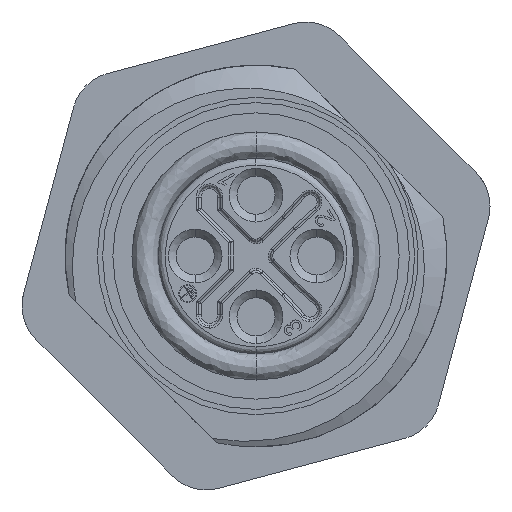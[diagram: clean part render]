
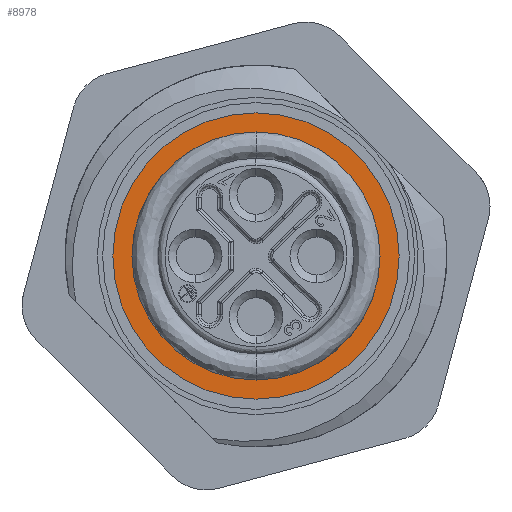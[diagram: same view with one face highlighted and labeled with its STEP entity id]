
A CAD part, left-side view. The second image highlights one B-rep face of the part: STEP entity #8978.
In plain terms, the highlighted planar face has unit normal (-1, 0, 0).
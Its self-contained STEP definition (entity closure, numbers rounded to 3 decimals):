
#168 = AXIS2_PLACEMENT_3D ( 'NONE', #7150, #7139, #7135 ) ;
#243 = VERTEX_POINT ( 'NONE', #4063 ) ;
#303 = ORIENTED_EDGE ( 'NONE', *, *, #3451, .T. ) ;
#418 = EDGE_CURVE ( 'NONE', #591, #508, #11824, .T. ) ;
#465 = VERTEX_POINT ( 'NONE', #6264 ) ;
#508 = VERTEX_POINT ( 'NONE', #8027 ) ;
#591 = VERTEX_POINT ( 'NONE', #12792 ) ;
#628 = EDGE_LOOP ( 'NONE', ( #4155, #12379 ) ) ;
#687 = PLANE ( 'NONE',  #11324 ) ;
#738 = VERTEX_POINT ( 'NONE', #8594 ) ;
#799 = EDGE_LOOP ( 'NONE', ( #8288, #303 ) ) ;
#996 = CIRCLE ( 'NONE', #9923, 0.8 ) ;
#998 = DIRECTION ( 'NONE',  ( 0., 0., 1. ) ) ;
#1010 = DIRECTION ( 'NONE',  ( 1., 0., 0. ) ) ;
#1013 = CARTESIAN_POINT ( 'NONE',  ( 9., 0., 2.55 ) ) ;
#1150 = CIRCLE ( 'NONE', #5821, 0.8 ) ;
#1171 = EDGE_LOOP ( 'NONE', ( #8586, #6774 ) ) ;
#1364 = EDGE_CURVE ( 'NONE', #8278, #8906, #13140, .T. ) ;
#1395 = AXIS2_PLACEMENT_3D ( 'NONE', #12040, #12024, #12019 ) ;
#1824 = DIRECTION ( 'NONE',  ( 0., -1., 0. ) ) ;
#1838 = DIRECTION ( 'NONE',  ( 1., 0., 0. ) ) ;
#1842 = CARTESIAN_POINT ( 'NONE',  ( 9., -2.55, 0. ) ) ;
#1934 = EDGE_CURVE ( 'NONE', #8947, #7375, #996, .T. ) ;
#2062 = EDGE_CURVE ( 'NONE', #11384, #465, #1150, .T. ) ;
#2248 = ORIENTED_EDGE ( 'NONE', *, *, #418, .T. ) ;
#2614 = FACE_BOUND ( 'NONE', #10897, .T. ) ;
#2986 = FACE_BOUND ( 'NONE', #13297, .T. ) ;
#3148 = FACE_BOUND ( 'NONE', #1171, .T. ) ;
#3426 = EDGE_CURVE ( 'NONE', #8906, #8278, #4149, .T. ) ;
#3451 = EDGE_CURVE ( 'NONE', #7375, #8947, #4237, .T. ) ;
#4063 = CARTESIAN_POINT ( 'NONE',  ( 9., 3.35, 0. ) ) ;
#4105 = AXIS2_PLACEMENT_3D ( 'NONE', #7105, #7087, #7070 ) ;
#4149 = CIRCLE ( 'NONE', #168, 6. ) ;
#4155 = ORIENTED_EDGE ( 'NONE', *, *, #1364, .T. ) ;
#4237 = CIRCLE ( 'NONE', #4105, 0.8 ) ;
#4412 = EDGE_CURVE ( 'NONE', #465, #11384, #5975, .T. ) ;
#4416 = EDGE_CURVE ( 'NONE', #243, #738, #5942, .T. ) ;
#4498 = AXIS2_PLACEMENT_3D ( 'NONE', #8945, #8941, #8913 ) ;
#4502 = CARTESIAN_POINT ( 'NONE',  ( 9., -1.75, 0. ) ) ;
#4687 = ORIENTED_EDGE ( 'NONE', *, *, #4416, .T. ) ;
#4734 = EDGE_CURVE ( 'NONE', #508, #591, #6527, .T. ) ;
#4834 = EDGE_CURVE ( 'NONE', #738, #243, #6690, .T. ) ;
#5821 = AXIS2_PLACEMENT_3D ( 'NONE', #1013, #1010, #998 ) ;
#5877 = CARTESIAN_POINT ( 'NONE',  ( 9., 0., 3.35 ) ) ;
#5886 = CARTESIAN_POINT ( 'NONE',  ( 9., 0., -2.55 ) ) ;
#5905 = DIRECTION ( 'NONE',  ( 1., 0., 0. ) ) ;
#5942 = CIRCLE ( 'NONE', #10212, 0.8 ) ;
#5975 = CIRCLE ( 'NONE', #8695, 0.8 ) ;
#6264 = CARTESIAN_POINT ( 'NONE',  ( 9., 0., 1.75 ) ) ;
#6423 = DIRECTION ( 'NONE',  ( 0., 0., 1. ) ) ;
#6527 = CIRCLE ( 'NONE', #7362, 0.8 ) ;
#6690 = CIRCLE ( 'NONE', #1395, 0.8 ) ;
#6774 = ORIENTED_EDGE ( 'NONE', *, *, #4412, .T. ) ;
#7070 = DIRECTION ( 'NONE',  ( 0., -1., 0. ) ) ;
#7087 = DIRECTION ( 'NONE',  ( 1., 0., 0. ) ) ;
#7105 = CARTESIAN_POINT ( 'NONE',  ( 9., -2.55, 0. ) ) ;
#7135 = DIRECTION ( 'NONE',  ( 0., 0., -1. ) ) ;
#7139 = DIRECTION ( 'NONE',  ( -1., 0., 0. ) ) ;
#7150 = CARTESIAN_POINT ( 'NONE',  ( 9., 0., 0. ) ) ;
#7362 = AXIS2_PLACEMENT_3D ( 'NONE', #12820, #12813, #12808 ) ;
#7375 = VERTEX_POINT ( 'NONE', #4502 ) ;
#8027 = CARTESIAN_POINT ( 'NONE',  ( 9., 0., -3.35 ) ) ;
#8278 = VERTEX_POINT ( 'NONE', #12535 ) ;
#8288 = ORIENTED_EDGE ( 'NONE', *, *, #1934, .T. ) ;
#8586 = ORIENTED_EDGE ( 'NONE', *, *, #2062, .T. ) ;
#8594 = CARTESIAN_POINT ( 'NONE',  ( 9., 1.75, 0. ) ) ;
#8676 = FACE_BOUND ( 'NONE', #799, .T. ) ;
#8695 = AXIS2_PLACEMENT_3D ( 'NONE', #14511, #14507, #14497 ) ;
#8906 = VERTEX_POINT ( 'NONE', #10229 ) ;
#8913 = DIRECTION ( 'NONE',  ( 0., 0., -1. ) ) ;
#8941 = DIRECTION ( 'NONE',  ( -1., 0., 0. ) ) ;
#8945 = CARTESIAN_POINT ( 'NONE',  ( 9., 0., 0. ) ) ;
#8947 = VERTEX_POINT ( 'NONE', #10142 ) ;
#8978 = ADVANCED_FACE ( 'NONE', ( #8676, #3148, #2986, #2614, #10081 ), #687, .T. ) ;
#9704 = DIRECTION ( 'NONE',  ( 0., 0., 1. ) ) ;
#9714 = DIRECTION ( 'NONE',  ( -1., 0., 0. ) ) ;
#9771 = CARTESIAN_POINT ( 'NONE',  ( 9., 4.1, 0. ) ) ;
#9923 = AXIS2_PLACEMENT_3D ( 'NONE', #1842, #1838, #1824 ) ;
#10081 = FACE_OUTER_BOUND ( 'NONE', #628, .T. ) ;
#10142 = CARTESIAN_POINT ( 'NONE',  ( 9., -3.35, 0. ) ) ;
#10212 = AXIS2_PLACEMENT_3D ( 'NONE', #14424, #14411, #14397 ) ;
#10229 = CARTESIAN_POINT ( 'NONE',  ( 9., 0., 6. ) ) ;
#10848 = ORIENTED_EDGE ( 'NONE', *, *, #4834, .T. ) ;
#10897 = EDGE_LOOP ( 'NONE', ( #2248, #13902 ) ) ;
#11324 = AXIS2_PLACEMENT_3D ( 'NONE', #9771, #9714, #9704 ) ;
#11384 = VERTEX_POINT ( 'NONE', #5877 ) ;
#11824 = CIRCLE ( 'NONE', #13162, 0.8 ) ;
#12019 = DIRECTION ( 'NONE',  ( 0., -1., 0. ) ) ;
#12024 = DIRECTION ( 'NONE',  ( 1., 0., 0. ) ) ;
#12040 = CARTESIAN_POINT ( 'NONE',  ( 9., 2.55, 0. ) ) ;
#12379 = ORIENTED_EDGE ( 'NONE', *, *, #3426, .T. ) ;
#12535 = CARTESIAN_POINT ( 'NONE',  ( 9., 0., -6. ) ) ;
#12792 = CARTESIAN_POINT ( 'NONE',  ( 9., 0., -1.75 ) ) ;
#12808 = DIRECTION ( 'NONE',  ( 0., 0., 1. ) ) ;
#12813 = DIRECTION ( 'NONE',  ( 1., 0., 0. ) ) ;
#12820 = CARTESIAN_POINT ( 'NONE',  ( 9., 0., -2.55 ) ) ;
#13140 = CIRCLE ( 'NONE', #4498, 6. ) ;
#13162 = AXIS2_PLACEMENT_3D ( 'NONE', #5886, #5905, #6423 ) ;
#13297 = EDGE_LOOP ( 'NONE', ( #10848, #4687 ) ) ;
#13902 = ORIENTED_EDGE ( 'NONE', *, *, #4734, .T. ) ;
#14397 = DIRECTION ( 'NONE',  ( 0., -1., 0. ) ) ;
#14411 = DIRECTION ( 'NONE',  ( 1., 0., 0. ) ) ;
#14424 = CARTESIAN_POINT ( 'NONE',  ( 9., 2.55, 0. ) ) ;
#14497 = DIRECTION ( 'NONE',  ( 0., 0., 1. ) ) ;
#14507 = DIRECTION ( 'NONE',  ( 1., 0., 0. ) ) ;
#14511 = CARTESIAN_POINT ( 'NONE',  ( 9., 0., 2.55 ) ) ;
